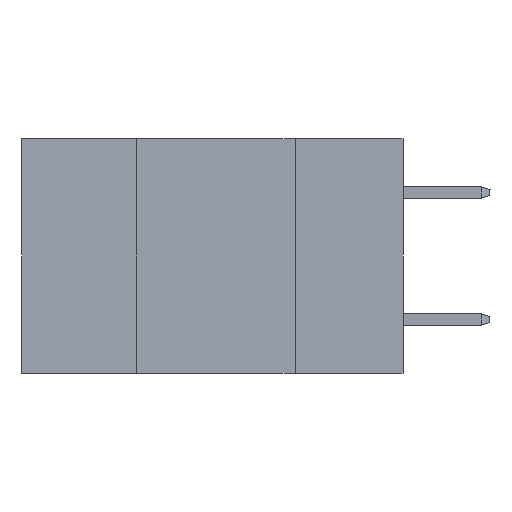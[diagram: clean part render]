
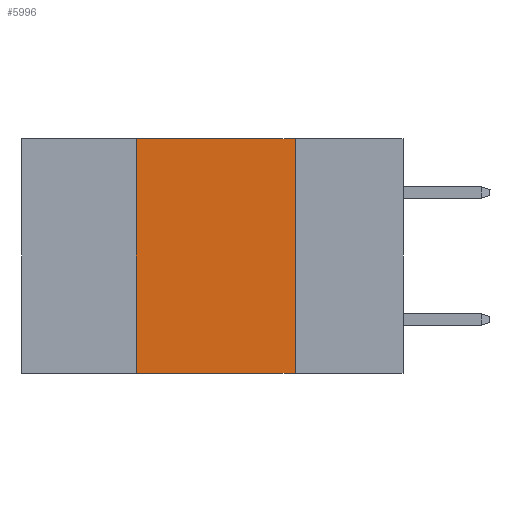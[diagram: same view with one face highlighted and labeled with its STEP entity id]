
A CAD part, left-side view. The second image highlights one B-rep face of the part: STEP entity #5996.
In plain terms, the highlighted planar face has unit normal (-1, 0, 0).
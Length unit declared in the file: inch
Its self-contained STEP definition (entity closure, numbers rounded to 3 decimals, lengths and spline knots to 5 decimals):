
#704 = DIRECTION ( 'NONE',  ( 0., 0., -1. ) ) ;
#1483 = EDGE_LOOP ( 'NONE', ( #5129, #7872, #2381, #11518 ) ) ;
#1669 = CARTESIAN_POINT ( 'NONE',  ( 0., 0.42, 0. ) ) ;
#2381 = ORIENTED_EDGE ( 'NONE', *, *, #8743, .F. ) ;
#2390 = CARTESIAN_POINT ( 'NONE',  ( 0., 0.6, 0. ) ) ;
#2671 = EDGE_CURVE ( 'NONE', #13396, #13726, #10536, .T. ) ;
#2952 = DIRECTION ( 'NONE',  ( 0., 0., 1. ) ) ;
#3202 = CARTESIAN_POINT ( 'NONE',  ( 0., 0.6, 0. ) ) ;
#3286 = CARTESIAN_POINT ( 'NONE',  ( 0., 0.17, -0.37 ) ) ;
#4380 = FACE_OUTER_BOUND ( 'NONE', #1483, .T. ) ;
#5129 = ORIENTED_EDGE ( 'NONE', *, *, #9397, .F. ) ;
#5996 = ADVANCED_FACE ( 'NONE', ( #4380 ), #11668, .F. ) ;
#6377 = VERTEX_POINT ( 'NONE', #10454 ) ;
#6431 = LINE ( 'NONE', #1669, #9979 ) ;
#6598 = VERTEX_POINT ( 'NONE', #13270 ) ;
#7007 = AXIS2_PLACEMENT_3D ( 'NONE', #3202, #8045, #12850 ) ;
#7418 = EDGE_CURVE ( 'NONE', #6377, #6598, #13236, .T. ) ;
#7872 = ORIENTED_EDGE ( 'NONE', *, *, #7418, .F. ) ;
#7924 = CARTESIAN_POINT ( 'NONE',  ( 0., 0.17, 0. ) ) ;
#8045 = DIRECTION ( 'NONE',  ( 1., 0., 0. ) ) ;
#8743 = EDGE_CURVE ( 'NONE', #13396, #6377, #6431, .T. ) ;
#9198 = DIRECTION ( 'NONE',  ( 0., -1., 0. ) ) ;
#9397 = EDGE_CURVE ( 'NONE', #6598, #13726, #10455, .T. ) ;
#9718 = CARTESIAN_POINT ( 'NONE',  ( 0., 0.42, -0.37 ) ) ;
#9858 = VECTOR ( 'NONE', #9198, 39.37008 ) ;
#9979 = VECTOR ( 'NONE', #2952, 39.37008 ) ;
#10210 = VECTOR ( 'NONE', #704, 39.37008 ) ;
#10454 = CARTESIAN_POINT ( 'NONE',  ( 0., 0.42, 0. ) ) ;
#10455 = LINE ( 'NONE', #7924, #10210 ) ;
#10536 = LINE ( 'NONE', #15266, #9858 ) ;
#11518 = ORIENTED_EDGE ( 'NONE', *, *, #2671, .T. ) ;
#11668 = PLANE ( 'NONE',  #7007 ) ;
#12850 = DIRECTION ( 'NONE',  ( 0., 0., -1. ) ) ;
#13236 = LINE ( 'NONE', #2390, #14257 ) ;
#13270 = CARTESIAN_POINT ( 'NONE',  ( 0., 0.17, 0. ) ) ;
#13396 = VERTEX_POINT ( 'NONE', #9718 ) ;
#13726 = VERTEX_POINT ( 'NONE', #3286 ) ;
#14257 = VECTOR ( 'NONE', #14328, 39.37008 ) ;
#14328 = DIRECTION ( 'NONE',  ( 0., -1., 0. ) ) ;
#15266 = CARTESIAN_POINT ( 'NONE',  ( 0., 0.6, -0.37 ) ) ;
